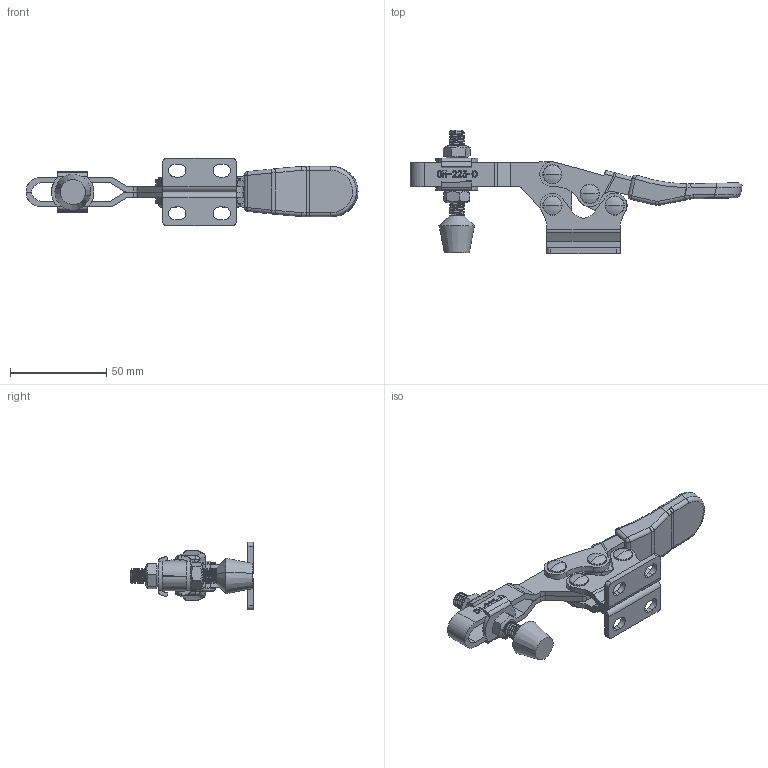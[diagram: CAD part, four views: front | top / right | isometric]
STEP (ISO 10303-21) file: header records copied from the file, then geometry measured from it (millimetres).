
FILE_DESCRIPTION (( 'STEP AP203' ), '1' );
FILE_NAME ('CH-225-D.STEP', '2017-11-23T05:54:12', ( 'Windows' ), ( 'Microsoft' ), 'SwSTEP 2.0', 'SolidWorks 2015', '' );
FILE_SCHEMA (( 'CONFIG_CONTROL_DESIGN' ));
Length unit declared in the file: millimetre
Products named in the file (11): 56212; 225-D-01; CH-FW-516; 225-D-02; CH-225-D; 225-D-06; 56212-02; 225-D-03; 1; 225-D-04
Assembly tree (16 placements, depth 3):
  CH-225-D
    225-D-01
    225-D-02
    225-D-06  x4
    56212-02  x2
    1
      225-D-03
      1
    225-D-04  x2
    56212
    CH-FW-516  x2
Bounding box: 172.21 x 64.09 x 35 mm (x, y, z)
Volume: 42493.8 mm3; surface area: 38010.4 mm2
Topology: 17 solids, 17 shells, 898 faces, 2403 edges, 1563 vertices
Faces by surface type: plane 330, cylinder 285, bspline 194, torus 36, cone 35, sphere 18
Entity records: 36087 total; most frequent: CARTESIAN_POINT 16981, ORIENTED_EDGE 4186, DIRECTION 2995, EDGE_CURVE 2093, VERTEX_POINT 1371, VECTOR 1137, LINE 1137, AXIS2_PLACEMENT_3D 929
